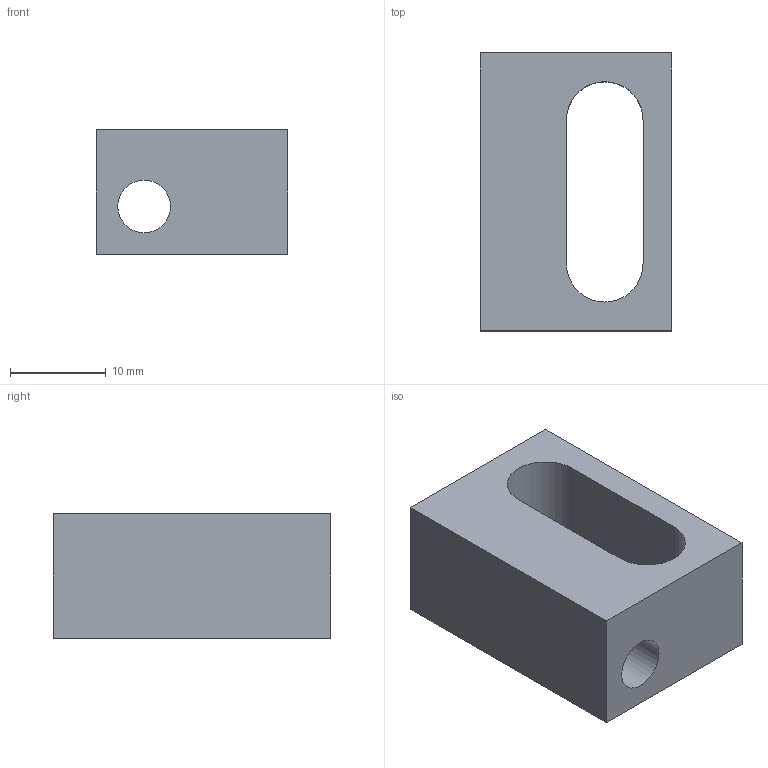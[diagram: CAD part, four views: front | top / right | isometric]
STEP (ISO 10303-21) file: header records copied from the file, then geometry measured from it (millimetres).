
FILE_DESCRIPTION(/* description */ ('FERMO REG. PER BLOCC. PANNELLI'),/* implementation_level */ '2;1');
FILE_NAME(/* name */ 'DBLXX0000201.stp',/* time_stamp */ '2018-04-18T09:28:03+02:00',/* author */ ('fzagni'),/* organization */ (''),/* preprocessor_version */ 'ST-DEVELOPER v16.1',/* originating_system */ 'Autodesk Inventor 2016',/* authorisation */ '');
FILE_SCHEMA (('AUTOMOTIVE_DESIGN { 1 0 10303 214 3 1 1 }'));
Length unit declared in the file: millimetre
Products named in the file (1): PROAC032-0
Bounding box: 20 x 29 x 13 mm (x, y, z)
Volume: 4637.6 mm3; surface area: 3263.8 mm2
Topology: 1 solids, 1 shells, 11 faces, 27 edges, 18 vertices
Faces by surface type: plane 8, cylinder 3
Full cylindrical faces by diameter (mm): 5.5 x1
Entity records: 354 total; most frequent: DIRECTION 56, CARTESIAN_POINT 56, ORIENTED_EDGE 52, EDGE_CURVE 26, LINE 20, VECTOR 20, VERTEX_POINT 18, AXIS2_PLACEMENT_3D 18
